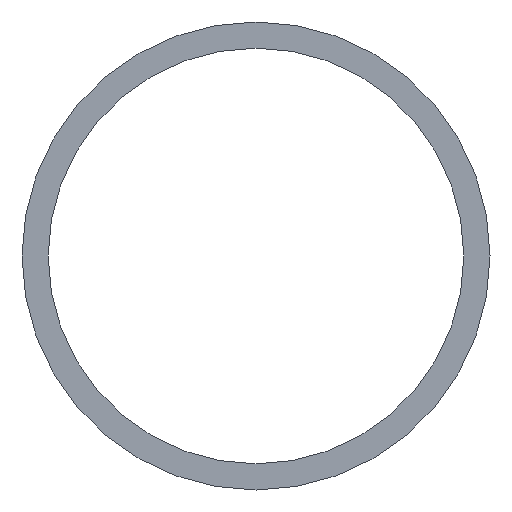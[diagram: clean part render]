
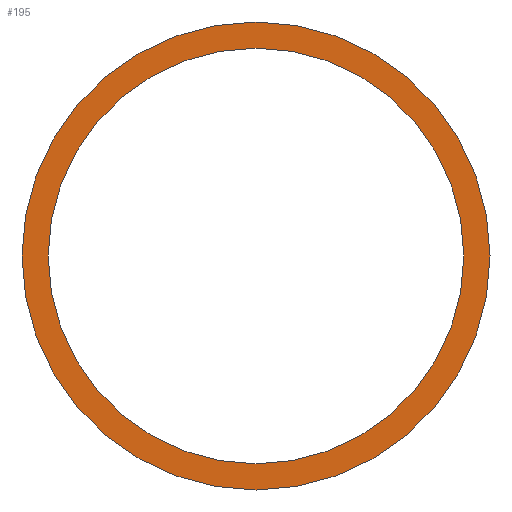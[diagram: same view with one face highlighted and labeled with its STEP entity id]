
A CAD part, front view. The second image highlights one B-rep face of the part: STEP entity #195.
In plain terms, the highlighted planar face has unit normal (0, -1, 0).
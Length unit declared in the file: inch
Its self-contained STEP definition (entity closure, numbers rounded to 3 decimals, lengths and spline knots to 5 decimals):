
#6 = CIRCLE ( 'NONE', #226, 0.222 ) ;
#17 = DIRECTION ( 'NONE',  ( 0., 0., 1. ) ) ;
#18 = DIRECTION ( 'NONE',  ( 0., 1., 0. ) ) ;
#21 = CARTESIAN_POINT ( 'NONE',  ( 0., 0., 0. ) ) ;
#22 = CARTESIAN_POINT ( 'NONE',  ( 0., 0., 0. ) ) ;
#29 = CIRCLE ( 'NONE', #143, 0.25 ) ;
#51 = CIRCLE ( 'NONE', #203, 0.222 ) ;
#61 = DIRECTION ( 'NONE',  ( 0., 1., 0. ) ) ;
#62 = CARTESIAN_POINT ( 'NONE',  ( 0., 0., 0. ) ) ;
#69 = DIRECTION ( 'NONE',  ( 0., 0., 1. ) ) ;
#70 = FACE_BOUND ( 'NONE', #223, .T. ) ;
#80 = DIRECTION ( 'NONE',  ( 0., 1., 0. ) ) ;
#82 = CARTESIAN_POINT ( 'NONE',  ( 0., 0., 0. ) ) ;
#96 = PLANE ( 'NONE',  #173 ) ;
#99 = ORIENTED_EDGE ( 'NONE', *, *, #175, .F. ) ;
#117 = AXIS2_PLACEMENT_3D ( 'NONE', #62, #61, #207 ) ;
#137 = ORIENTED_EDGE ( 'NONE', *, *, #194, .T. ) ;
#140 = EDGE_CURVE ( 'NONE', #219, #201, #6, .T. ) ;
#143 = AXIS2_PLACEMENT_3D ( 'NONE', #21, #18, #17 ) ;
#153 = ORIENTED_EDGE ( 'NONE', *, *, #155, .F. ) ;
#155 = EDGE_CURVE ( 'NONE', #225, #196, #252, .T. ) ;
#173 = AXIS2_PLACEMENT_3D ( 'NONE', #22, #218, #216 ) ;
#175 = EDGE_CURVE ( 'NONE', #196, #225, #29, .T. ) ;
#190 = CARTESIAN_POINT ( 'NONE',  ( 0., 0., 0.25 ) ) ;
#194 = EDGE_CURVE ( 'NONE', #201, #219, #51, .T. ) ;
#195 = ADVANCED_FACE ( 'NONE', ( #230, #70 ), #96, .F. ) ;
#196 = VERTEX_POINT ( 'NONE', #241 ) ;
#201 = VERTEX_POINT ( 'NONE', #212 ) ;
#203 = AXIS2_PLACEMENT_3D ( 'NONE', #240, #237, #236 ) ;
#204 = ORIENTED_EDGE ( 'NONE', *, *, #140, .T. ) ;
#207 = DIRECTION ( 'NONE',  ( 0., 0., 1. ) ) ;
#212 = CARTESIAN_POINT ( 'NONE',  ( 0., 0., 0.222 ) ) ;
#213 = CARTESIAN_POINT ( 'NONE',  ( 0., 0., -0.222 ) ) ;
#216 = DIRECTION ( 'NONE',  ( 0., 0., 1. ) ) ;
#218 = DIRECTION ( 'NONE',  ( 0., 1., 0. ) ) ;
#219 = VERTEX_POINT ( 'NONE', #213 ) ;
#223 = EDGE_LOOP ( 'NONE', ( #204, #137 ) ) ;
#225 = VERTEX_POINT ( 'NONE', #190 ) ;
#226 = AXIS2_PLACEMENT_3D ( 'NONE', #82, #80, #69 ) ;
#230 = FACE_OUTER_BOUND ( 'NONE', #246, .T. ) ;
#236 = DIRECTION ( 'NONE',  ( 0., 0., 1. ) ) ;
#237 = DIRECTION ( 'NONE',  ( 0., 1., 0. ) ) ;
#240 = CARTESIAN_POINT ( 'NONE',  ( 0., 0., 0. ) ) ;
#241 = CARTESIAN_POINT ( 'NONE',  ( 0., 0., -0.25 ) ) ;
#246 = EDGE_LOOP ( 'NONE', ( #99, #153 ) ) ;
#252 = CIRCLE ( 'NONE', #117, 0.25 ) ;
